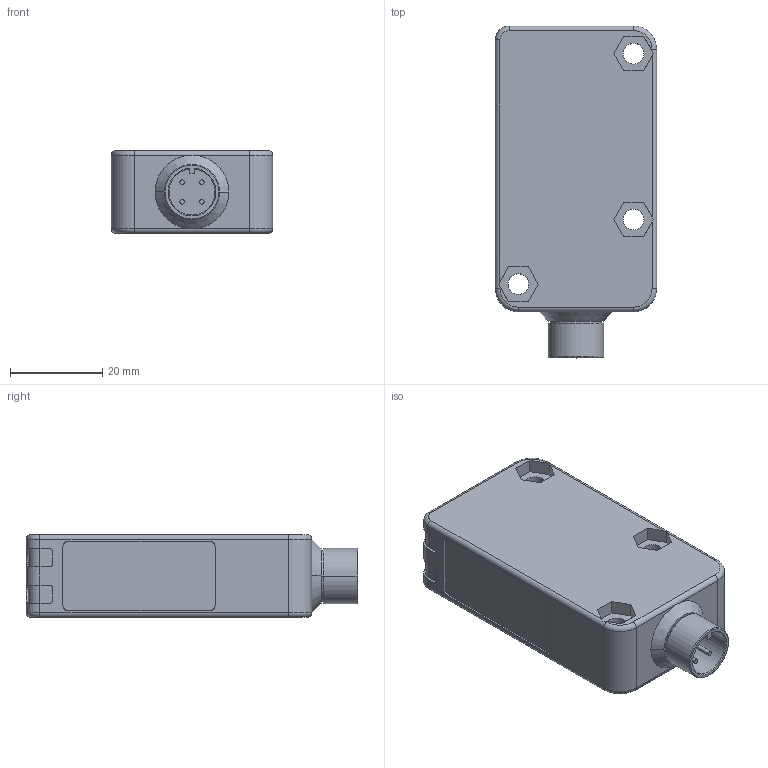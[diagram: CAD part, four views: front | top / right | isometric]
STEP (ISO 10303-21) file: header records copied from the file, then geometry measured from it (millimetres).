
FILE_DESCRIPTION((''),'2;1');
FILE_NAME('DUMMY-PLUG-NOPOTI','2007-01-08T',('Pepperl+Fuchs'),('Industriehansa'),'PRO/ENGINEER BY PARAMETRIC TECHNOLOGY CORPORATION, 2005290','PRO/ENGINEER BY PARAMETRIC TECHNOLOGY CORPORATION, 2005290','');
FILE_SCHEMA(('AUTOMOTIVE_DESIGN_CC2 { 1 2 10303 214 -1 1 5 2 }'));
Length unit declared in the file: millimetre
Products named in the file (1): DUMMY-PLUG-NOPOTI
Bounding box: 35 x 72 x 18 mm (x, y, z)
Volume: 37415.5 mm3; surface area: 9219.3 mm2
Topology: 1 solids, 1 shells, 139 faces, 410 edges, 295 vertices
Faces by surface type: plane 77, cylinder 39, torus 8, extrusion 8, cone 5, bspline 2
Entity records: 6386 total; most frequent: CARTESIAN_POINT 1123, DIRECTION 739, ORIENTED_EDGE 726, PRESENTATION_STYLE_ASSIGNMENT 445, STYLED_ITEM 422, CURVE_STYLE 416, EDGE_CURVE 363, VECTOR 269
